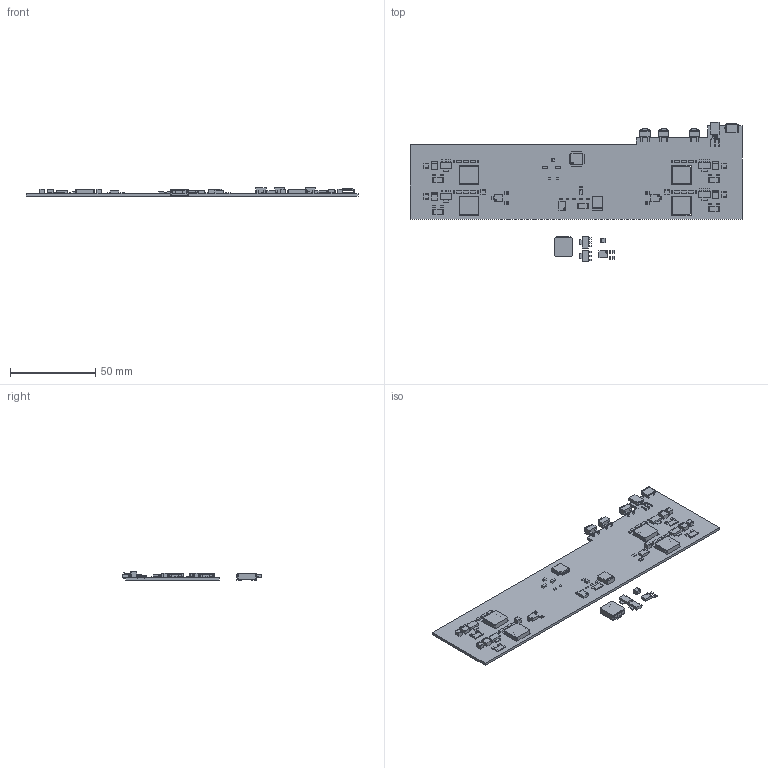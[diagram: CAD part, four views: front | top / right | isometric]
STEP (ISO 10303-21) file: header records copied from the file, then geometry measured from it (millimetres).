
FILE_DESCRIPTION(('Open CASCADE Model'),'2;1');
FILE_NAME('Open CASCADE Shape Model','2016-11-17T14:55:58',('Author'),( 'Open CASCADE'),'Open CASCADE STEP processor 6.2','Open CASCADE 6.2' ,'Unknown');
FILE_SCHEMA(('AUTOMOTIVE_DESIGN { 1 0 10303 214 1 1 1 1 }'));
Length unit declared in the file: millimetre
Products named in the file (216): PCB; Board; DA4; 701033800; Cylinder; 728422672; Extruded; C11; 722873408; 728422800; C10; VT15; 722874432; VT14; VT13; VT12; VT11; VT10; VT9; VT8; VD18; VD17; VD16; VD15; R45; 701299392; R44; R43; R42; R41; R40; R39; R38; VA1; 728423184; 728423312; R37; 701299008; 697335888; R36 ...
Assembly tree (488 placements, depth 4):
  PCB
    Board
    DA4
      701033800
        Cylinder
      728422672
        Extruded
    C11
      722873408  x2
        Extruded
      728422800
        Extruded
    C10
      722873408  x2
        Extruded
      728422800
        Extruded
    VT15
      722874432
        Extruded
    VT14
      722874432
        Extruded
    VT13
      722874432
        Extruded
    VT12
      722874432
        Extruded
    VT11
      722874432
        Extruded
    VT10
      722874432
        Extruded
    VT9
      722874432
        Extruded
    VT8
      722874432
        Extruded
    VD18
      722874432
        Extruded
    VD17
      722874432
        Extruded
    VD16
      722874432
        Extruded
    VD15
      722874432
        Extruded
    R45
      722873408  x2
        Extruded
      701299392
        Extruded
    R44
      722873408  x2
Bounding box: 195 x 81.8 x 5.03 mm (x, y, z)
Volume: 16862.8 mm3; surface area: 25049.8 mm2
Topology: 335 solids, 335 shells, 2063 faces, 4179 edges, 2786 vertices
Faces by surface type: plane 2057, cylinder 6
Full cylindrical faces by diameter (mm): 0.6 x1, 1 x5
Entity records: 28881 total; most frequent: DIRECTION 4428, CARTESIAN_POINT 4187, LINE 2598, VECTOR 2598, ORIENTED_EDGE 1752, PCURVE 1752, DEFINITIONAL_REPRESENTATION 1752, AXIS2_PLACEMENT_3D 915
